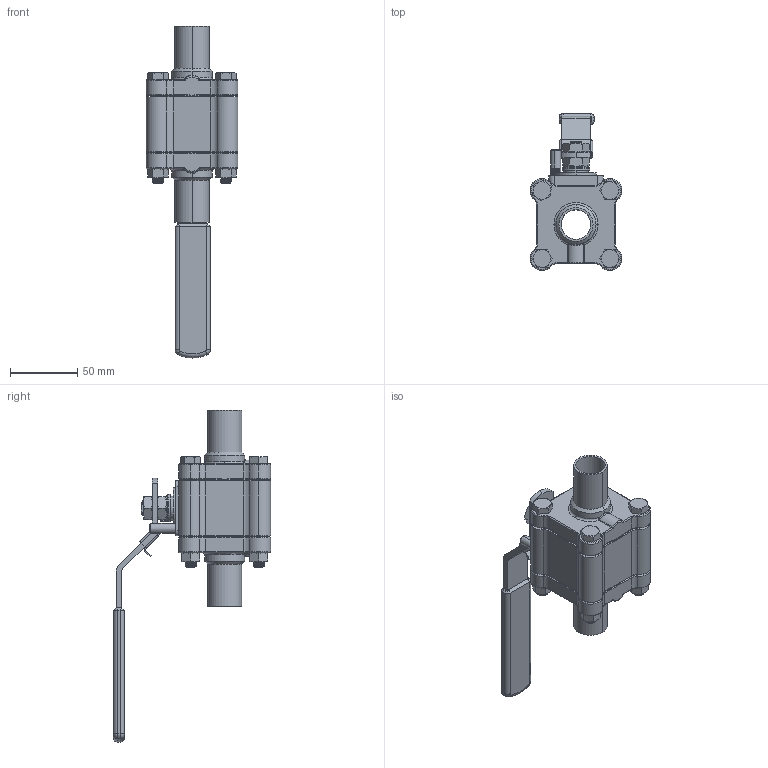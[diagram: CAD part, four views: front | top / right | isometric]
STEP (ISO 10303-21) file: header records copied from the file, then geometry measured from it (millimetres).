
FILE_DESCRIPTION (( 'STEP AP203' ), '1' );
FILE_NAME ('9020-100-TE.STEP', '2017-05-02T18:07:02', ( '' ), ( '' ), 'SwSTEP 2.0', 'SolidWorks 2014', '' );
FILE_SCHEMA (( 'CONFIG_CONTROL_DESIGN' ));
Products named in the file (1): 9020-100-TE
Bounding box: 68.44 x 117.18 x 247.29 mm (x, y, z)
Volume: 241701.8 mm3; surface area: 111761.7 mm2
Topology: 22 solids, 22 shells, 1502 faces, 3957 edges, 2561 vertices
Faces by surface type: cylinder 591, plane 440, bspline 277, cone 118, torus 76
Entity records: 124431 total; most frequent: CARTESIAN_POINT 91402, ORIENTED_EDGE 7914, DIRECTION 5597, EDGE_CURVE 3957, VERTEX_POINT 2561, AXIS2_PLACEMENT_3D 1974, LINE 1649, VECTOR 1649
